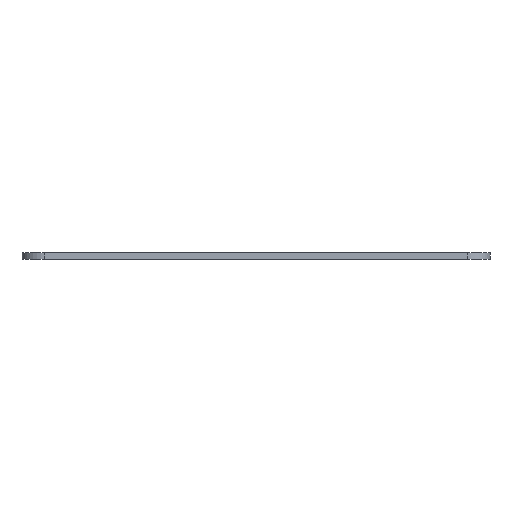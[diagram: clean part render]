
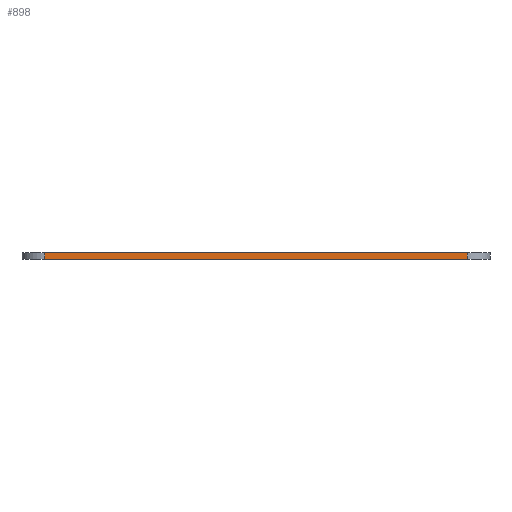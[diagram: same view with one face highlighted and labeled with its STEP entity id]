
A CAD part, front view. The second image highlights one B-rep face of the part: STEP entity #898.
In plain terms, the highlighted planar face has unit normal (0, -1, 0).
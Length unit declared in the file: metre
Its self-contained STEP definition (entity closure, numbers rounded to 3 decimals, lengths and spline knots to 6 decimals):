
#196=ORIENTED_EDGE('',*,*,#428,.F.);
#197=ORIENTED_EDGE('',*,*,#429,.T.);
#198=ORIENTED_EDGE('',*,*,#430,.T.);
#199=ORIENTED_EDGE('',*,*,#431,.T.);
#428=EDGE_CURVE('',#532,#533,#614,.T.);
#429=EDGE_CURVE('',#532,#534,#615,.F.);
#430=EDGE_CURVE('',#534,#535,#616,.T.);
#431=EDGE_CURVE('',#535,#533,#617,.T.);
#532=VERTEX_POINT('',#1476);
#533=VERTEX_POINT('',#1477);
#534=VERTEX_POINT('',#1479);
#535=VERTEX_POINT('',#1481);
#614=LINE('',#1475,#694);
#615=LINE('',#1478,#695);
#616=LINE('',#1480,#696);
#617=LINE('',#1482,#697);
#694=VECTOR('',#1201,1.);
#695=VECTOR('',#1202,1.);
#696=VECTOR('',#1203,1.);
#697=VECTOR('',#1204,1.);
#744=EDGE_LOOP('',(#196,#197,#198,#199));
#810=FACE_BOUND('',#744,.T.);
#861=PLANE('',#987);
#898=ADVANCED_FACE('',(#810),#861,.T.);
#987=AXIS2_PLACEMENT_3D('',#1474,#1199,#1200);
#1199=DIRECTION('',(0.,-1.,0.));
#1200=DIRECTION('',(1.,0.,0.));
#1201=DIRECTION('',(-1.,0.,0.));
#1202=DIRECTION('',(0.,0.,-1.));
#1203=DIRECTION('',(-1.,0.,0.));
#1204=DIRECTION('',(0.,0.,-1.));
#1474=CARTESIAN_POINT('',(0.00054,-0.022515,0.0015));
#1475=CARTESIAN_POINT('',(0.00054,-0.022515,0.));
#1476=CARTESIAN_POINT('',(0.04704,-0.022515,0.));
#1477=CARTESIAN_POINT('',(-0.04596,-0.022515,0.));
#1478=CARTESIAN_POINT('',(0.04704,-0.022515,0.0015));
#1479=CARTESIAN_POINT('',(0.04704,-0.022515,0.0015));
#1480=CARTESIAN_POINT('',(0.00054,-0.022515,0.0015));
#1481=CARTESIAN_POINT('',(-0.04596,-0.022515,0.0015));
#1482=CARTESIAN_POINT('',(-0.04596,-0.022515,0.));
